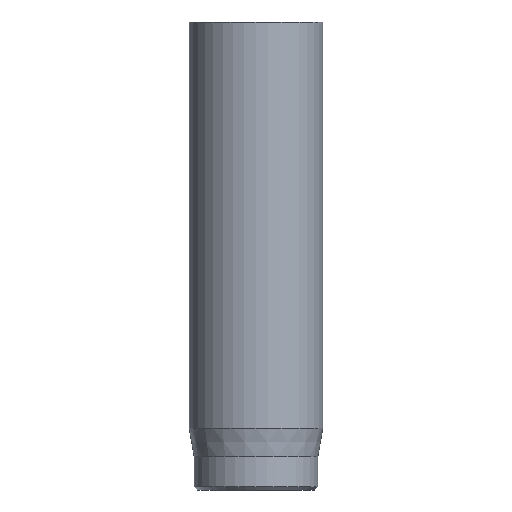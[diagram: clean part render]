
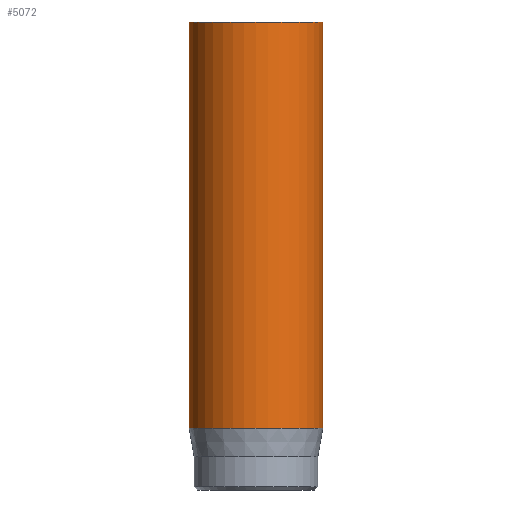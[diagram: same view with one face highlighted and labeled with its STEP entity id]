
A CAD part, front view. The second image highlights one B-rep face of the part: STEP entity #5072.
In plain terms, the highlighted cylindrical face has radius 2 mm (diameter 4 mm), a full revolution.
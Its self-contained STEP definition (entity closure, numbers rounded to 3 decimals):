
#44=CYLINDRICAL_SURFACE('',#5274,2.);
#47=CIRCLE('',#5245,2.);
#61=CIRCLE('',#5272,2.);
#62=CIRCLE('',#5273,2.);
#794=FACE_OUTER_BOUND('',#1089,.T.);
#1089=EDGE_LOOP('',(#4600,#4601,#4602,#4603,#4604));
#1504=LINE('',#9353,#1927);
#1927=VECTOR('',#5961,2.);
#2409=VERTEX_POINT('',#9299);
#2423=VERTEX_POINT('',#9347);
#2424=VERTEX_POINT('',#9348);
#3133=EDGE_CURVE('',#2409,#2409,#47,.T.);
#3154=EDGE_CURVE('',#2423,#2424,#61,.T.);
#3155=EDGE_CURVE('',#2424,#2423,#62,.T.);
#3157=EDGE_CURVE('',#2409,#2423,#1504,.T.);
#4600=ORIENTED_EDGE('',*,*,#3133,.T.);
#4601=ORIENTED_EDGE('',*,*,#3157,.T.);
#4602=ORIENTED_EDGE('',*,*,#3154,.T.);
#4603=ORIENTED_EDGE('',*,*,#3155,.T.);
#4604=ORIENTED_EDGE('',*,*,#3157,.F.);
#5072=ADVANCED_FACE('',(#794),#44,.T.);
#5245=AXIS2_PLACEMENT_3D('',#9300,#5893,#5894);
#5272=AXIS2_PLACEMENT_3D('',#9349,#5954,#5955);
#5273=AXIS2_PLACEMENT_3D('',#9350,#5956,#5957);
#5274=AXIS2_PLACEMENT_3D('',#9352,#5959,#5960);
#5893=DIRECTION('center_axis',(0.,0.,-1.));
#5894=DIRECTION('ref_axis',(-1.,0.,0.));
#5954=DIRECTION('center_axis',(0.,0.,1.));
#5955=DIRECTION('ref_axis',(-1.,0.,0.));
#5956=DIRECTION('center_axis',(0.,0.,1.));
#5957=DIRECTION('ref_axis',(-1.,0.,0.));
#5959=DIRECTION('center_axis',(0.,0.,1.));
#5960=DIRECTION('ref_axis',(-1.,0.,0.));
#5961=DIRECTION('',(0.,0.,-1.));
#9299=CARTESIAN_POINT('',(2.,0.,14.));
#9300=CARTESIAN_POINT('Origin',(0.,0.,14.));
#9347=CARTESIAN_POINT('',(2.,0.,1.851));
#9348=CARTESIAN_POINT('',(-2.,0.,1.851));
#9349=CARTESIAN_POINT('Origin',(0.,0.,1.851));
#9350=CARTESIAN_POINT('Origin',(0.,0.,1.851));
#9352=CARTESIAN_POINT('Origin',(0.,0.,0.));
#9353=CARTESIAN_POINT('',(2.,0.,0.));
